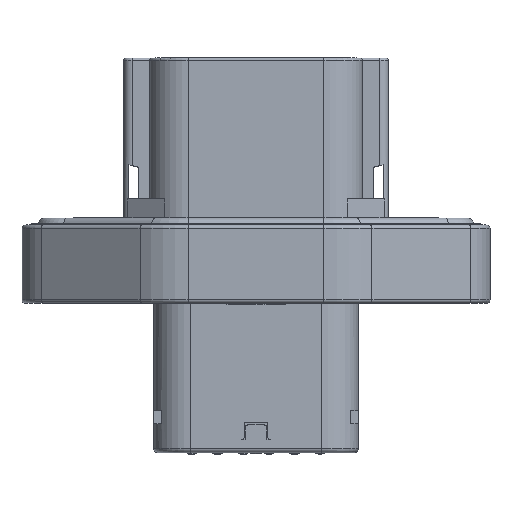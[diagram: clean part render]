
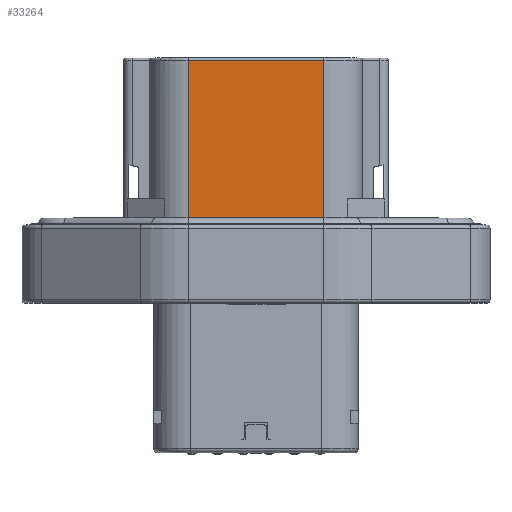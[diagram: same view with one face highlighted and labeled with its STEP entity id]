
A CAD part, top view. The second image highlights one B-rep face of the part: STEP entity #33264.
In plain terms, the highlighted planar face has unit normal (0, 0, 1).
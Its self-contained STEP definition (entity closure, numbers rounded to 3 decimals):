
#7279=DIRECTION('',(1.,0.,0.));
#7280=VECTOR('',#7279,23.54);
#7281=CARTESIAN_POINT('',(-11.77,39.63,15.7));
#7282=LINE('',#7281,#7280);
#7283=DIRECTION('',(0.,-1.,0.));
#7284=VECTOR('',#7283,28.32);
#7285=CARTESIAN_POINT('',(-11.77,67.95,15.7));
#7286=LINE('',#7285,#7284);
#7287=DIRECTION('',(-1.,0.,0.));
#7288=VECTOR('',#7287,23.54);
#7289=CARTESIAN_POINT('',(11.77,67.95,15.7));
#7290=LINE('',#7289,#7288);
#7291=DIRECTION('',(0.,-1.,0.));
#7292=VECTOR('',#7291,28.32);
#7293=CARTESIAN_POINT('',(11.77,67.95,15.7));
#7294=LINE('',#7293,#7292);
#25080=CARTESIAN_POINT('',(-11.77,67.95,15.7));
#25081=VERTEX_POINT('',#25080);
#25082=CARTESIAN_POINT('',(11.77,67.95,15.7));
#25083=VERTEX_POINT('',#25082);
#25948=CARTESIAN_POINT('',(-11.77,39.63,15.7));
#25949=CARTESIAN_POINT('',(11.77,39.63,15.7));
#25950=VERTEX_POINT('',#25948);
#25951=VERTEX_POINT('',#25949);
#33251=CARTESIAN_POINT('',(-18.5,37.2,15.7));
#33252=DIRECTION('',(0.,0.,1.));
#33253=DIRECTION('',(1.,0.,0.));
#33254=AXIS2_PLACEMENT_3D('',#33251,#33252,#33253);
#33255=PLANE('',#33254);
#33256=ORIENTED_EDGE('',*,*,#28497,.F.);
#33258=ORIENTED_EDGE('',*,*,#33257,.F.);
#33260=ORIENTED_EDGE('',*,*,#33259,.F.);
#33261=ORIENTED_EDGE('',*,*,#33239,.T.);
#33262=EDGE_LOOP('',(#33256,#33258,#33260,#33261));
#33263=FACE_OUTER_BOUND('',#33262,.F.);
#33264=ADVANCED_FACE('',(#33263),#33255,.T.);
#28497=EDGE_CURVE('',#25950,#25951,#7282,.T.);
#33239=EDGE_CURVE('',#25083,#25951,#7294,.T.);
#33257=EDGE_CURVE('',#25081,#25950,#7286,.T.);
#33259=EDGE_CURVE('',#25083,#25081,#7290,.T.);
